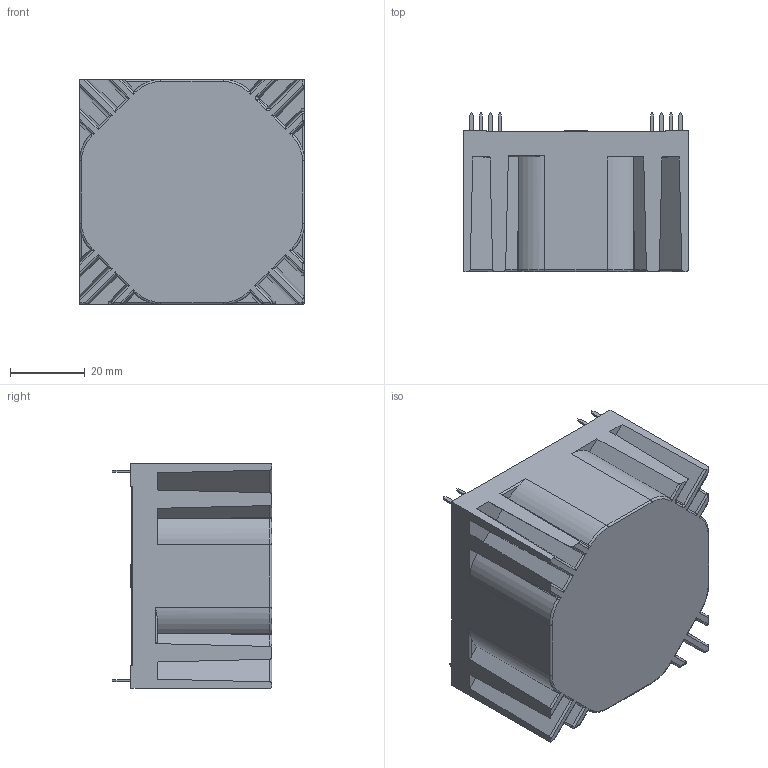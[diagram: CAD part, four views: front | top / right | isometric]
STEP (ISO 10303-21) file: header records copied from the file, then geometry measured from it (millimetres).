
FILE_DESCRIPTION (( 'STEP AP214' ), '1' );
FILE_NAME ('L01-636X Series.STEP', '2018-02-26T14:25:38', ( 'Kamal Priyanath' ), ( '' ), 'SwSTEP 2.0', 'SolidWorks 2015', '' );
FILE_SCHEMA (( 'AUTOMOTIVE_DESIGN' ));
Length unit declared in the file: millimetre
Products named in the file (13): Pin; 25 VA With fins_25; L01-636X Series; 25 VA With fins
Assembly tree (10 placements, depth 2):
  Pin
  L01-636X Series
    25 VA With fins_25
    Pin  x8
  Pin
  Pin
  Pin
Bounding box: 60 x 42.6 x 60 mm (x, y, z)
Volume: 126202.2 mm3; surface area: 32570.1 mm2
Topology: 10 solids, 10 shells, 442 faces, 1176 edges, 743 vertices
Faces by surface type: plane 256, cylinder 153, torus 16, sphere 13, bspline 4
Entity records: 14092 total; most frequent: CARTESIAN_POINT 3474, ORIENTED_EDGE 1568, DIRECTION 1412, EDGE_CURVE 784, VERTEX_POINT 489, LINE 480, VECTOR 480, AXIS2_PLACEMENT_3D 466
